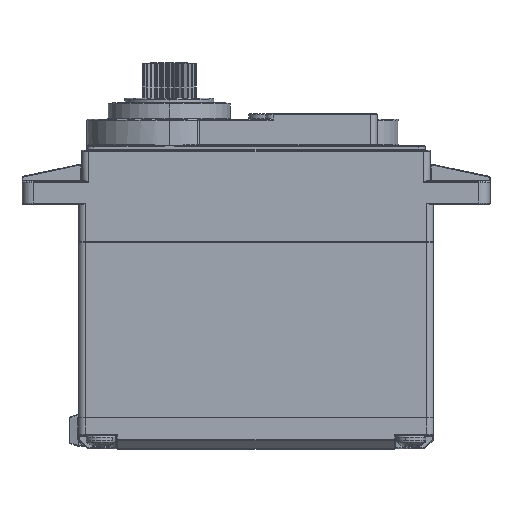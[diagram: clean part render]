
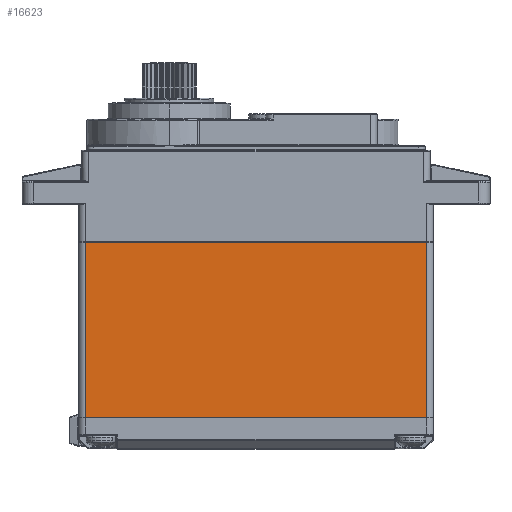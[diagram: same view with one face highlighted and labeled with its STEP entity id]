
A CAD part, top view. The second image highlights one B-rep face of the part: STEP entity #16623.
In plain terms, the highlighted planar face has unit normal (0, 0, 1).
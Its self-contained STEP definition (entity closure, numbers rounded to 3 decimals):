
#2071 = VECTOR ( 'NONE', #37760, 1000. ) ;
#2275 = DIRECTION ( 'NONE',  ( -1., 0., 0. ) ) ;
#4257 = LINE ( 'NONE', #35519, #30927 ) ;
#5366 = AXIS2_PLACEMENT_3D ( 'NONE', #39872, #36634, #16637 ) ;
#6068 = ORIENTED_EDGE ( 'NONE', *, *, #38567, .T. ) ;
#7055 = EDGE_CURVE ( 'NONE', #16070, #8810, #7735, .T. ) ;
#7735 = LINE ( 'NONE', #39528, #14542 ) ;
#8810 = VERTEX_POINT ( 'NONE', #35755 ) ;
#9220 = ORIENTED_EDGE ( 'NONE', *, *, #27806, .F. ) ;
#9921 = CARTESIAN_POINT ( 'NONE',  ( 19.342, 3.557, 0. ) ) ;
#10222 = EDGE_CURVE ( 'NONE', #8810, #29796, #26390, .T. ) ;
#10547 = LINE ( 'NONE', #14494, #2071 ) ;
#13248 = VECTOR ( 'NONE', #2275, 1000. ) ;
#14494 = CARTESIAN_POINT ( 'NONE',  ( -19.342, 3.557, 0. ) ) ;
#14542 = VECTOR ( 'NONE', #43211, 1000. ) ;
#16070 = VERTEX_POINT ( 'NONE', #9921 ) ;
#16308 = CARTESIAN_POINT ( 'NONE',  ( -19.342, 3.557, 0. ) ) ;
#16501 = PLANE ( 'NONE',  #5366 ) ;
#16623 = ADVANCED_FACE ( 'NONE', ( #37370 ), #16501, .F. ) ;
#16637 = DIRECTION ( 'NONE',  ( -1., 0., 0. ) ) ;
#22735 = DIRECTION ( 'NONE',  ( 0., -1., 0. ) ) ;
#23234 = ORIENTED_EDGE ( 'NONE', *, *, #7055, .T. ) ;
#24472 = ORIENTED_EDGE ( 'NONE', *, *, #10222, .T. ) ;
#26390 = LINE ( 'NONE', #28912, #13248 ) ;
#27806 = EDGE_CURVE ( 'NONE', #16070, #39065, #10547, .T. ) ;
#28002 = CARTESIAN_POINT ( 'NONE',  ( -19.342, 23.395, 0. ) ) ;
#28912 = CARTESIAN_POINT ( 'NONE',  ( -20.104, 23.395, 0. ) ) ;
#29796 = VERTEX_POINT ( 'NONE', #28002 ) ;
#30927 = VECTOR ( 'NONE', #22735, 1000. ) ;
#34226 = EDGE_LOOP ( 'NONE', ( #23234, #24472, #6068, #9220 ) ) ;
#35519 = CARTESIAN_POINT ( 'NONE',  ( -19.342, 27.737, 0. ) ) ;
#35755 = CARTESIAN_POINT ( 'NONE',  ( 19.342, 23.395, 0. ) ) ;
#36634 = DIRECTION ( 'NONE',  ( 0., 0., -1. ) ) ;
#37370 = FACE_OUTER_BOUND ( 'NONE', #34226, .T. ) ;
#37760 = DIRECTION ( 'NONE',  ( -1., 0., 0. ) ) ;
#38567 = EDGE_CURVE ( 'NONE', #29796, #39065, #4257, .T. ) ;
#39065 = VERTEX_POINT ( 'NONE', #16308 ) ;
#39528 = CARTESIAN_POINT ( 'NONE',  ( 19.342, 27.737, 0. ) ) ;
#39872 = CARTESIAN_POINT ( 'NONE',  ( -20.104, 27.737, 0. ) ) ;
#43211 = DIRECTION ( 'NONE',  ( 0., 1., 0. ) ) ;
